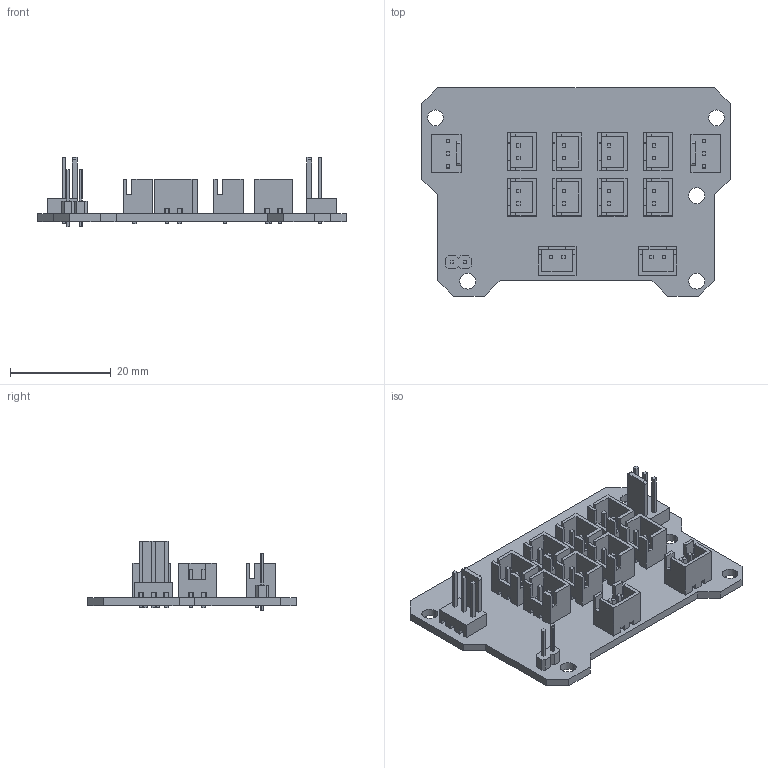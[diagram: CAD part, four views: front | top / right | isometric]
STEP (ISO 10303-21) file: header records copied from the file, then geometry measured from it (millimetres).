
FILE_DESCRIPTION (( 'STEP AP214' ), '1' );
FILE_NAME ('FanSplitter.STEP', '2014-06-13T19:07:13', ( 'Administrator' ), ( 'Administrator' ), 'SwSTEP 2.0', 'SolidWorks 2014', '' );
FILE_SCHEMA (( 'AUTOMOTIVE_DESIGN' ));
Length unit declared in the file: millimetre
Products named in the file (5): Strip_male_1; connector1_male; connector2_male; PrintedCircuitBoard; FanSplitter
Assembly tree (14 placements, depth 2):
  FanSplitter
    PrintedCircuitBoard
    connector2_male  x10
    connector1_male  x2
    Strip_male_1
Bounding box: 61.3 x 41.45 x 13.74 mm (x, y, z)
Volume: 5407 mm3; surface area: 9851.8 mm2
Topology: 14 solids, 14 shells, 668 faces, 1752 edges, 1168 vertices
Faces by surface type: plane 654, cylinder 14
Entity records: 7509 total; most frequent: CARTESIAN_POINT 999, ORIENTED_EDGE 960, DIRECTION 902, EDGE_CURVE 480, LINE 456, VECTOR 456, VERTEX_POINT 320, AXIS2_PLACEMENT_3D 223
